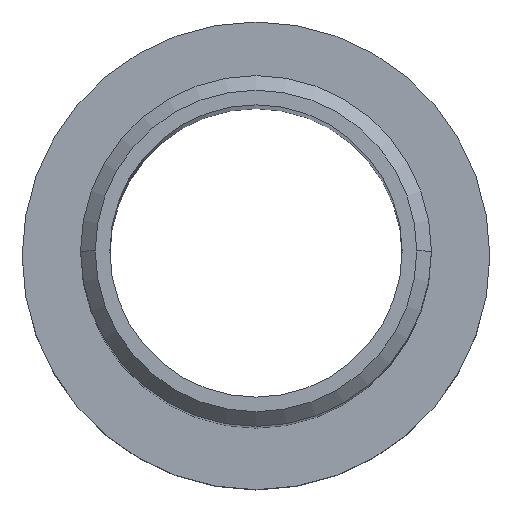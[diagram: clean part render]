
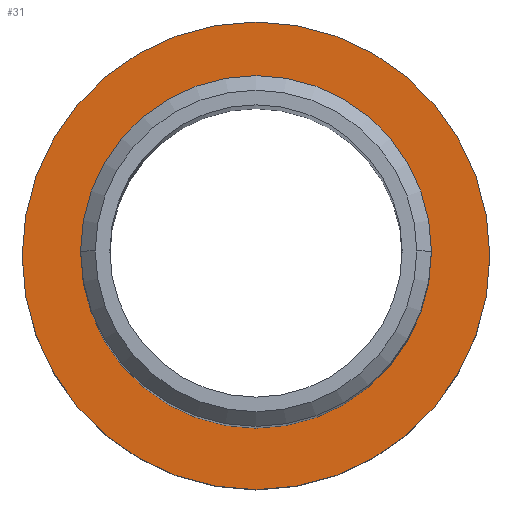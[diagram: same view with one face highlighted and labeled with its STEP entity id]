
A CAD part, top view. The second image highlights one B-rep face of the part: STEP entity #31.
In plain terms, the highlighted planar face has unit normal (0, 0, 1).
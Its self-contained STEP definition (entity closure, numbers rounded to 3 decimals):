
#18 = VERTEX_POINT ( 'NONE', #310 ) ;
#24 = ORIENTED_EDGE ( 'NONE', *, *, #466, .T. ) ;
#31 = ADVANCED_FACE ( 'NONE', ( #169, #96 ), #389, .T. ) ;
#40 = EDGE_LOOP ( 'NONE', ( #24, #435 ) ) ;
#49 = DIRECTION ( 'NONE',  ( 0., 0., 1. ) ) ;
#69 = EDGE_CURVE ( 'NONE', #232, #18, #295, .T. ) ;
#73 = ORIENTED_EDGE ( 'NONE', *, *, #394, .F. ) ;
#80 = EDGE_CURVE ( 'NONE', #486, #86, #338, .T. ) ;
#86 = VERTEX_POINT ( 'NONE', #203 ) ;
#96 = FACE_OUTER_BOUND ( 'NONE', #40, .T. ) ;
#114 = AXIS2_PLACEMENT_3D ( 'NONE', #430, #343, #273 ) ;
#145 = AXIS2_PLACEMENT_3D ( 'NONE', #301, #374, #216 ) ;
#164 = DIRECTION ( 'NONE',  ( 1., 0., 0. ) ) ;
#169 = FACE_BOUND ( 'NONE', #207, .T. ) ;
#203 = CARTESIAN_POINT ( 'NONE',  ( -6., 0., 41. ) ) ;
#207 = EDGE_LOOP ( 'NONE', ( #73, #493 ) ) ;
#216 = DIRECTION ( 'NONE',  ( 1., 0., 0. ) ) ;
#218 = AXIS2_PLACEMENT_3D ( 'NONE', #432, #49, #164 ) ;
#225 = CARTESIAN_POINT ( 'NONE',  ( 6., 0., 41. ) ) ;
#229 = CARTESIAN_POINT ( 'NONE',  ( 0., -0.105, 41. ) ) ;
#232 = VERTEX_POINT ( 'NONE', #251 ) ;
#233 = AXIS2_PLACEMENT_3D ( 'NONE', #229, #266, #505 ) ;
#248 = AXIS2_PLACEMENT_3D ( 'NONE', #355, #396, #351 ) ;
#251 = CARTESIAN_POINT ( 'NONE',  ( -8., -0.105, 41. ) ) ;
#266 = DIRECTION ( 'NONE',  ( 0., 0., 1. ) ) ;
#273 = DIRECTION ( 'NONE',  ( 1., 0., 0. ) ) ;
#288 = CIRCLE ( 'NONE', #233, 8. ) ;
#295 = CIRCLE ( 'NONE', #218, 8. ) ;
#301 = CARTESIAN_POINT ( 'NONE',  ( 0., 0., 41. ) ) ;
#310 = CARTESIAN_POINT ( 'NONE',  ( 8., -0.105, 41. ) ) ;
#313 = CIRCLE ( 'NONE', #145, 6. ) ;
#338 = CIRCLE ( 'NONE', #248, 6. ) ;
#343 = DIRECTION ( 'NONE',  ( 0., 0., 1. ) ) ;
#351 = DIRECTION ( 'NONE',  ( 1., 0., 0. ) ) ;
#355 = CARTESIAN_POINT ( 'NONE',  ( 0., 0., 41. ) ) ;
#374 = DIRECTION ( 'NONE',  ( 0., 0., 1. ) ) ;
#389 = PLANE ( 'NONE',  #114 ) ;
#394 = EDGE_CURVE ( 'NONE', #86, #486, #313, .T. ) ;
#396 = DIRECTION ( 'NONE',  ( 0., 0., 1. ) ) ;
#430 = CARTESIAN_POINT ( 'NONE',  ( 0., -0.105, 41. ) ) ;
#432 = CARTESIAN_POINT ( 'NONE',  ( 0., -0.105, 41. ) ) ;
#435 = ORIENTED_EDGE ( 'NONE', *, *, #69, .T. ) ;
#466 = EDGE_CURVE ( 'NONE', #18, #232, #288, .T. ) ;
#486 = VERTEX_POINT ( 'NONE', #225 ) ;
#493 = ORIENTED_EDGE ( 'NONE', *, *, #80, .F. ) ;
#505 = DIRECTION ( 'NONE',  ( 1., 0., 0. ) ) ;
